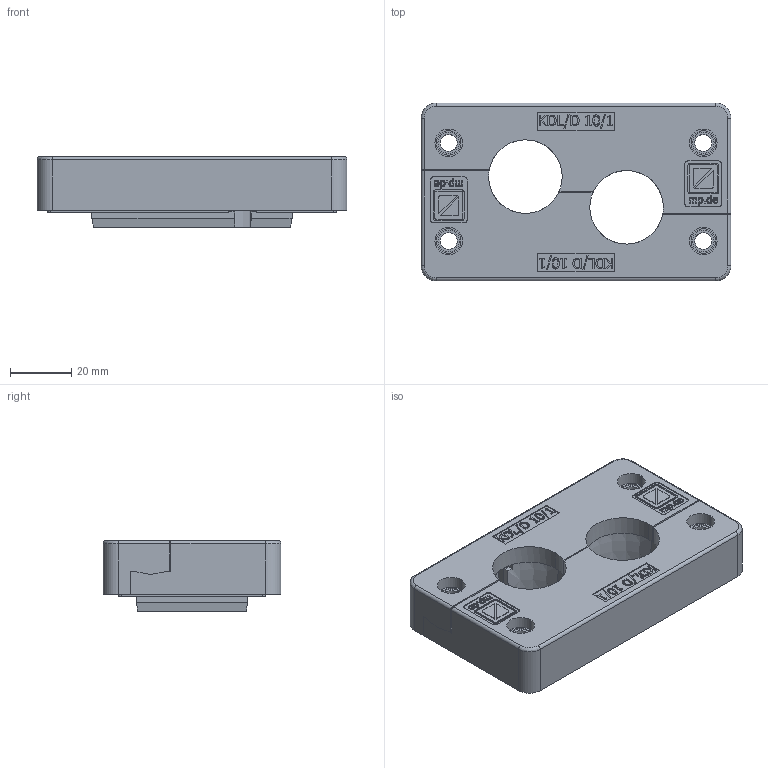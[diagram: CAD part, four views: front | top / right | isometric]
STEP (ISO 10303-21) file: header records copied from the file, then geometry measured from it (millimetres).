
FILE_DESCRIPTION (( 'STEP AP203' ), '1' );
FILE_NAME ('568334.step', '2019-11-21T17:21:47', ( '' ), ( '' ), 'SwSTEP 2.0', 'SolidWorks 2019', '' );
FILE_SCHEMA (( 'CONFIG_CONTROL_DESIGN' ));
Length unit declared in the file: inch
Products named in the file (1): 568334
Bounding box: 101 x 58 x 23 mm (x, y, z)
Volume: 81649.9 mm3; surface area: 41392.1 mm2
Topology: 3 solids, 5 shells, 1045 faces, 2718 edges, 1776 vertices
Faces by surface type: plane 573, bspline 267, cylinder 193, cone 12
Entity records: 34416 total; most frequent: CARTESIAN_POINT 10310, ORIENTED_EDGE 5436, DIRECTION 4094, EDGE_CURVE 2718, VECTOR 1784, LINE 1784, VERTEX_POINT 1776, EDGE_LOOP 1158
